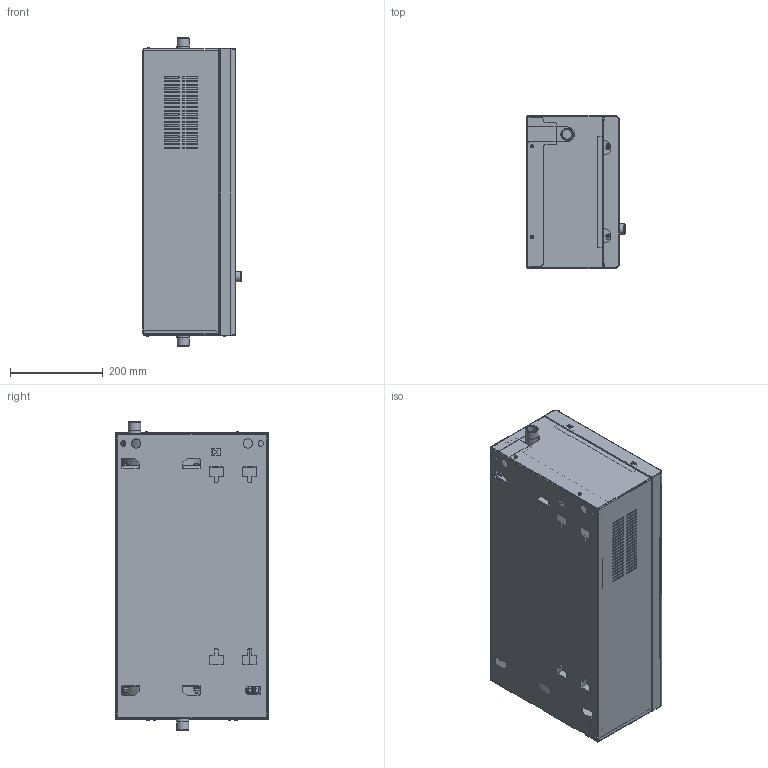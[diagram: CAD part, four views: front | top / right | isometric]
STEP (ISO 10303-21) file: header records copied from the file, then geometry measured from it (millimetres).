
FILE_DESCRIPTION(('STEP AP214'), '1');
FILE_NAME('橡栳铕 铗铒栩咫 萋劳 NEXT PLUS', '2023-09-05T06:27:57', (''), (''), 'C3D Converter', 'C3D Toolkit', '');
FILE_SCHEMA(('AUTOMOTIVE_DESIGN { 1 0 10303 214 3 1 1}'));
Length unit declared in the file: millimetre
Products named in the file (1): ЛИТЯ.681936.075-10
Bounding box: 212.1 x 330 x 666 mm (x, y, z)
Volume: 15283010.8 mm3; surface area: 2070479.6 mm2
Topology: 1 solids, 1 shells, 2086 faces, 5678 edges, 3624 vertices
Faces by surface type: plane 1166, cylinder 722, bspline 111, cone 67, torus 14, sphere 6
Full cylindrical faces by diameter (mm): 2 x1, 3.5 x12, 4 x8, 4.2 x4, 4.3 x4, 5.2 x1, 5.5 x4, 6 x7, 6.2 x4, 6.4 x2, 7 x7, 8 x2, 8.4 x2, 9 x4, 10 x1, 12 x4, 13.9 x1, 14.1 x1, 16 x4, 18 x1, 20 x2, 21 x2, 22 x1, 26.441 x2, 27 x2, 30 x1, 175 x1
Entity records: 94474 total; most frequent: CARTESIAN_POINT 25127, ORIENTED_EDGE 11048, DIRECTION 10669, EDGE_CURVE 5524, VERTEX_POINT 3623, AXIS2_PLACEMENT_3D 3608, LINE 3453, VECTOR 3453
